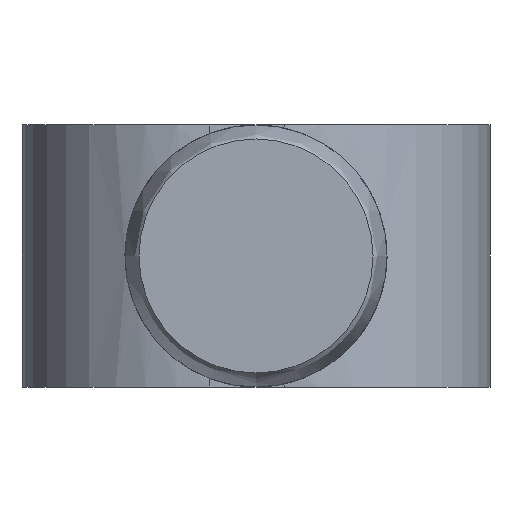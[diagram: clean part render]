
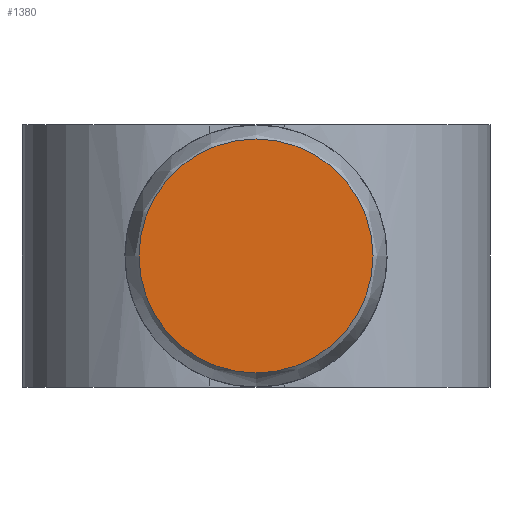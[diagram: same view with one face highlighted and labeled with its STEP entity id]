
A CAD part, left-side view. The second image highlights one B-rep face of the part: STEP entity #1380.
In plain terms, the highlighted planar face has unit normal (-1, 0, 0).
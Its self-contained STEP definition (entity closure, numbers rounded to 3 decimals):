
#364=PLANE($,#1474);
#424=FACE_OUTER_BOUND($,#509,.T.);
#509=EDGE_LOOP($,(#979));
#599=CIRCLE($,#1466,6.25);
#619=VERTEX_POINT($,#1803);
#759=EDGE_CURVE($,#619,#619,#599,.T.);
#979=ORIENTED_EDGE($,*,*,#759,.F.);
#1380=ADVANCED_FACE($,(#424),#364,.F.);
#1466=AXIS2_PLACEMENT_3D($,#1804,#1544,#1545);
#1474=AXIS2_PLACEMENT_3D($,#1887,#1560,#1561);
#1544=DIRECTION('center_axis',(1.,0.,0.));
#1545=DIRECTION('ref_axis',(0.,0.,-1.));
#1560=DIRECTION('center_axis',(1.,0.,0.));
#1561=DIRECTION('ref_axis',(0.,0.,-1.));
#1803=CARTESIAN_POINT('',(-118.5,0.,6.25));
#1804=CARTESIAN_POINT('Origin',(-118.5,0.,0.));
#1887=CARTESIAN_POINT('Origin',(-118.5,0.,0.));
